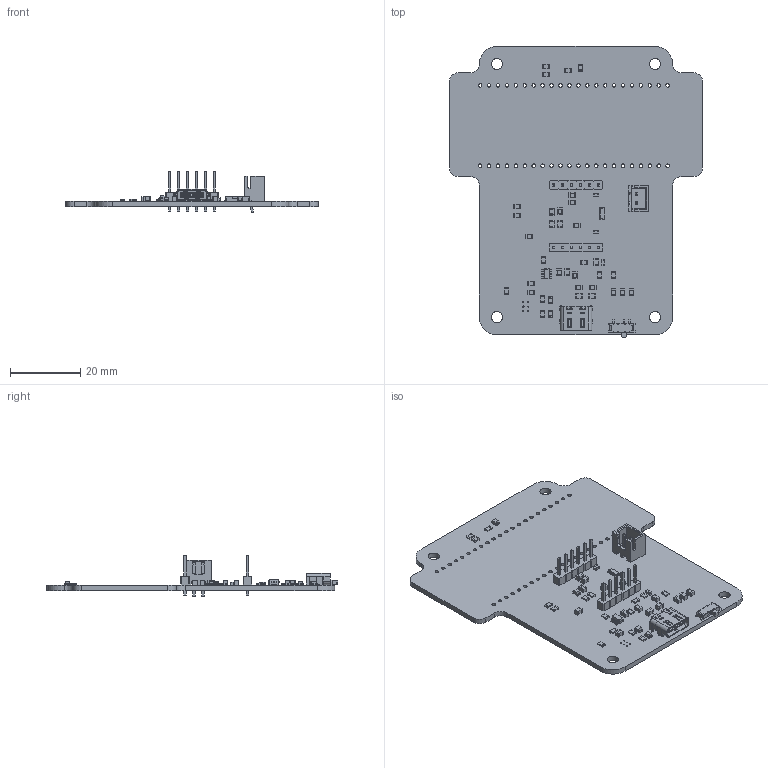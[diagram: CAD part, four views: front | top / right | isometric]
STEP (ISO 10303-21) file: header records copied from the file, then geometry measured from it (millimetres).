
FILE_DESCRIPTION(('KiCad electronic assembly'),'2;1');
FILE_NAME('PCB Design.step','2025-06-03T15:31:25',('Pcbnew'),('Kicad'), 'Open CASCADE STEP processor 7.8','KiCad to STEP converter','Unknown' );
FILE_SCHEMA(('AUTOMOTIVE_DESIGN { 1 0 10303 214 1 1 1 1 }'));
Length unit declared in the file: millimetre
Products named in the file (13): PCB Design 1; R_0805_2012Metric; C_0805_2012Metric; PinHeader_1x06_P2.54mm_Vertical; C_0603_1608Metric; JST_XH_B2B-XH-A_1x02_P2.50mm_Vertical; LED_0805_2012Metric; SOT-23-6; SSSS811101; USB Connector Type C female 6pin; L_0805_2012Metric; Crystal_SMD_3215-2Pin_3.2x1.5mm; PCB Design_PCB
Assembly tree (47 placements, depth 2):
  PCB Design 1
    R_0805_2012Metric  x18
    C_0805_2012Metric  x13
    PinHeader_1x06_P2.54mm_Vertical  x2
    C_0603_1608Metric  x3
    JST_XH_B2B-XH-A_1x02_P2.50mm_Vertical
    LED_0805_2012Metric  x4
    SOT-23-6
    SSSS811101
    USB Connector Type C female 6pin
    L_0805_2012Metric
    Crystal_SMD_3215-2Pin_3.2x1.5mm
    PCB Design_PCB
Bounding box: 72 x 82.8 x 11.94 mm (x, y, z)
Volume: 8009.3 mm3; surface area: 12683.5 mm2
Topology: 67 solids, 67 shells, 2626 faces, 6857 edges, 4422 vertices
Faces by surface type: plane 1832, cylinder 717, torus 36, bspline 35, cone 6
Full cylindrical faces by diameter (mm): 0.3 x5, 0.4 x1, 0.9 x2, 1 x14, 1.016 x44, 3.2 x4
Entity records: 52140 total; most frequent: CARTESIAN_POINT 8563, ORIENTED_EDGE 7880, DIRECTION 7703, EDGE_CURVE 3940, LINE 3045, VECTOR 3045, VERTEX_POINT 2524, AXIS2_PLACEMENT_3D 2329
